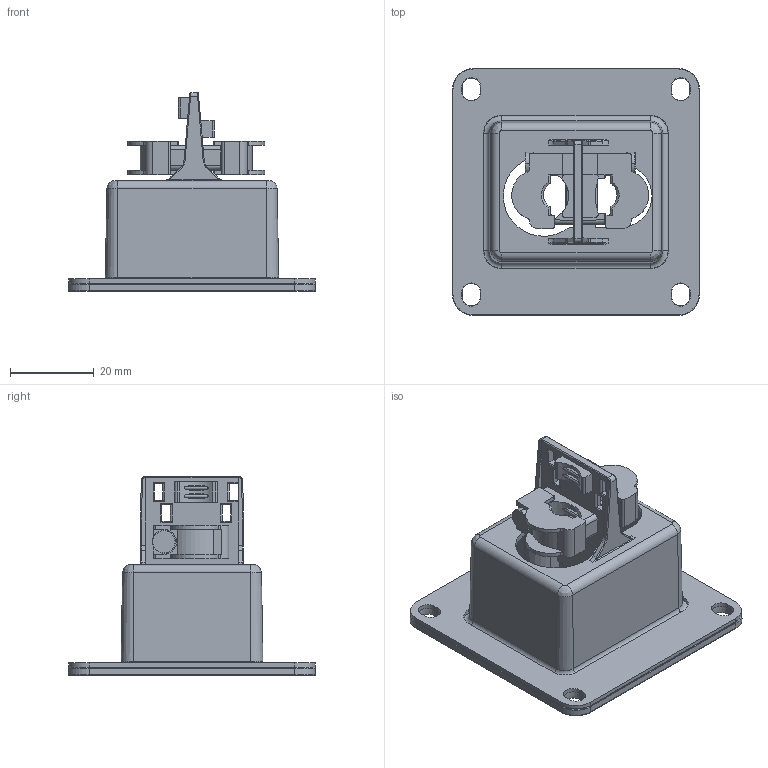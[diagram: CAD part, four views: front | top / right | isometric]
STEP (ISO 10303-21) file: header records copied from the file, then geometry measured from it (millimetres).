
FILE_DESCRIPTION((''),'2;1');
FILE_NAME('1','2019-03-07T',('lj.zou'),(''),'PRO/ENGINEER BY PARAMETRIC TECHNOLOGY CORPORATION, 2012480','PRO/ENGINEER BY PARAMETRIC TECHNOLOGY CORPORATION, 2012480','');
FILE_SCHEMA(('CONFIG_CONTROL_DESIGN'));
Length unit declared in the file: millimetre
Products named in the file (1): 1
Bounding box: 58.99 x 58.99 x 47.5 mm (x, y, z)
Volume: 18877.4 mm3; surface area: 18959.6 mm2
Topology: 1 solids, 2 shells, 531 faces, 1431 edges, 915 vertices
Faces by surface type: plane 246, cylinder 204, cone 33, bspline 24, torus 20, sphere 4
Entity records: 19981 total; most frequent: CARTESIAN_POINT 5330, ORIENTED_EDGE 2854, DIRECTION 2636, EDGE_CURVE 1427, VERTEX_POINT 915, AXIS2_PLACEMENT_3D 901, VECTOR 834, LINE 834
